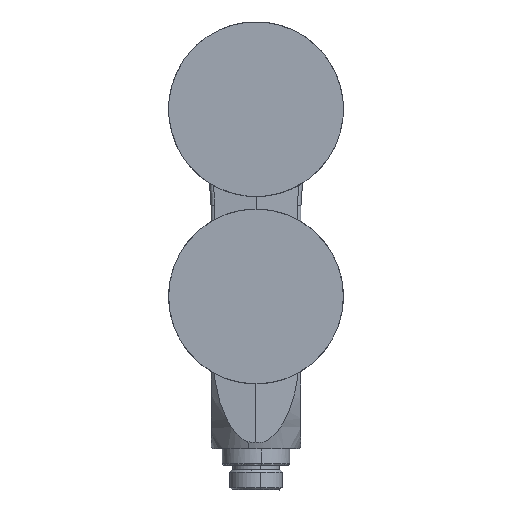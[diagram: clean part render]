
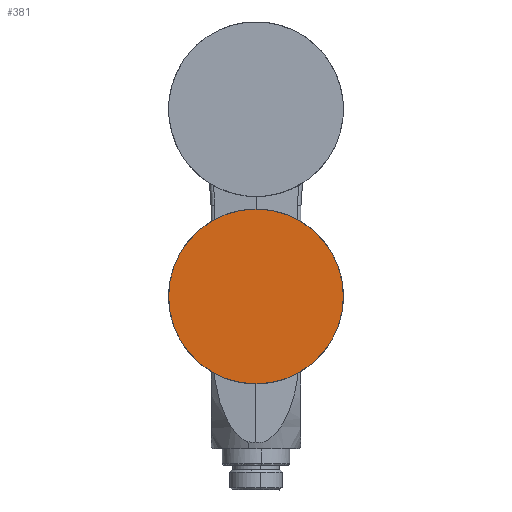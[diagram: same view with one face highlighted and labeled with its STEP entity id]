
A CAD part, left-side view. The second image highlights one B-rep face of the part: STEP entity #381.
In plain terms, the highlighted planar face has unit normal (-1, 0, 0).
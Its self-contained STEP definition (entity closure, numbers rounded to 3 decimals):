
#381=ADVANCED_FACE('extract.1',(#494),#2865,.T.);
#494=FACE_OUTER_BOUND('',#1661,.T.);
#654=ORIENTED_EDGE('',*,*,#1171,.T.);
#655=ORIENTED_EDGE('',*,*,#1170,.T.);
#1170=EDGE_CURVE('29',#1496,#1497,#1422,.T.);
#1171=EDGE_CURVE('30',#1497,#1496,#1423,.T.);
#1422=CIRCLE('',#8583,35.);
#1423=CIRCLE('',#8585,35.);
#1496=VERTEX_POINT('19',#3065);
#1497=VERTEX_POINT('20',#3066);
#1661=EDGE_LOOP('',(#654,#655));
#2865=PLANE('',#8586);
#3065=CARTESIAN_POINT('',(-59.779,6.078,-40.532));
#3066=CARTESIAN_POINT('',(-59.779,-6.078,-109.468));
#3067=CARTESIAN_POINT('',(-59.779,0.,-75.));
#3068=CARTESIAN_POINT('',(-59.779,86.318,-130.089));
#8583=AXIS2_PLACEMENT_3D('',#3067,#8726,#8739);
#8585=AXIS2_PLACEMENT_3D('',#3067,#8726,#8728);
#8586=AXIS2_PLACEMENT_3D('',#3068,#8726,#8740);
#8726=DIRECTION('',(-1.,0.,0.));
#8728=DIRECTION('',(0.,-0.174,-0.985));
#8739=DIRECTION('',(0.,0.174,0.985));
#8740=DIRECTION('',(0.,-1.,0.));
